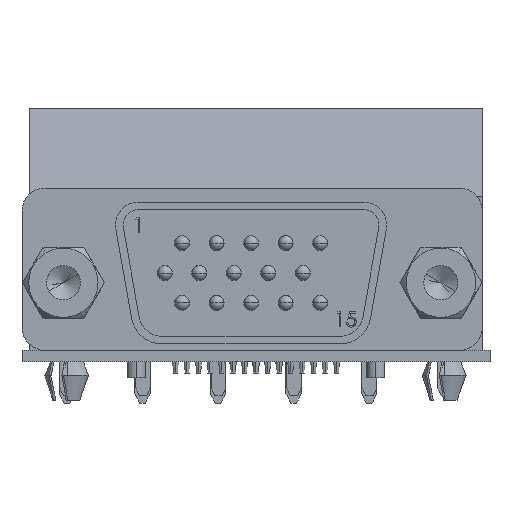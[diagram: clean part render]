
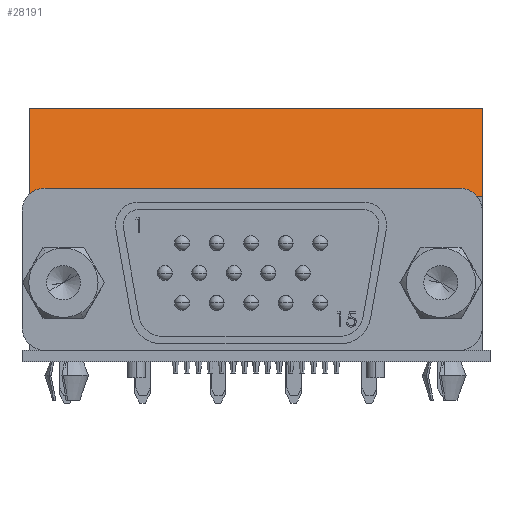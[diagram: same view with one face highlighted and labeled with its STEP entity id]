
A CAD part, left-side view. The second image highlights one B-rep face of the part: STEP entity #28191.
In plain terms, the highlighted face is planar.
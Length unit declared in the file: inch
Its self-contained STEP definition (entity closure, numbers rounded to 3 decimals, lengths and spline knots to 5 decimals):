
#3613 = CARTESIAN_POINT ( 'NONE',  ( -0.1595, -0.4, 0.591 ) ) ;
#3705 = CARTESIAN_POINT ( 'NONE',  ( -0.1595, -0.4, -0.591 ) ) ;
#3783 = CARTESIAN_POINT ( 'NONE',  ( -0.1595, -0.4, 0.591 ) ) ;
#3784 = LINE ( 'NONE', #3783, #3834 ) ;
#3821 = DIRECTION ( 'NONE',  ( 0., 0., -1. ) ) ;
#3834 = VECTOR ( 'NONE', #3821, 39.37008 ) ;
#23722 = CARTESIAN_POINT ( 'NONE',  ( -0.1, -0.63, -0.591 ) ) ;
#27358 = CARTESIAN_POINT ( 'NONE',  ( -0.1, -0.63, 0.591 ) ) ;
#27359 = DIRECTION ( 'NONE',  ( 0., 0., -1. ) ) ;
#27360 = VECTOR ( 'NONE', #27359, 39.37008 ) ;
#27361 = CARTESIAN_POINT ( 'NONE',  ( -0.1, -0.63, 0.591 ) ) ;
#27367 = DIRECTION ( 'NONE',  ( 0.25, -0.968, 0. ) ) ;
#27368 = VECTOR ( 'NONE', #27367, 39.37008 ) ;
#27369 = CARTESIAN_POINT ( 'NONE',  ( -0.1595, -0.4, -0.591 ) ) ;
#27370 = LINE ( 'NONE', #27369, #27368 ) ;
#27373 = LINE ( 'NONE', #27361, #27360 ) ;
#27374 = DIRECTION ( 'NONE',  ( 0.25, -0.968, 0. ) ) ;
#27375 = VECTOR ( 'NONE', #27374, 39.37008 ) ;
#27376 = CARTESIAN_POINT ( 'NONE',  ( -0.1595, -0.4, 0.591 ) ) ;
#27384 = LINE ( 'NONE', #27376, #27375 ) ;
#27416 = AXIS2_PLACEMENT_3D ( 'NONE', #27477, #27476, #27475 ) ;
#27417 = FACE_OUTER_BOUND ( 'NONE', #33543, .T. ) ;
#27426 = PLANE ( 'NONE',  #27416 ) ;
#27475 = DIRECTION ( 'NONE',  ( -0.25, 0.968, 0. ) ) ;
#27476 = DIRECTION ( 'NONE',  ( 0.968, 0.25, 0. ) ) ;
#27477 = CARTESIAN_POINT ( 'NONE',  ( -0.1595, -0.4, 0.591 ) ) ;
#28064 = ORIENTED_EDGE ( 'NONE', *, *, #28074, .F. ) ;
#28067 = EDGE_CURVE ( 'NONE', #44484, #28077, #27384, .T. ) ;
#28071 = EDGE_CURVE ( 'NONE', #44507, #33260, #27370, .T. ) ;
#28074 = EDGE_CURVE ( 'NONE', #28077, #33260, #27373, .T. ) ;
#28077 = VERTEX_POINT ( 'NONE', #27358 ) ;
#28191 = ADVANCED_FACE ( 'NONE', ( #27417 ), #27426, .F. ) ;
#33260 = VERTEX_POINT ( 'NONE', #23722 ) ;
#33270 = ORIENTED_EDGE ( 'NONE', *, *, #28067, .F. ) ;
#33401 = ORIENTED_EDGE ( 'NONE', *, *, #44550, .T. ) ;
#33422 = ORIENTED_EDGE ( 'NONE', *, *, #28071, .T. ) ;
#33543 = EDGE_LOOP ( 'NONE', ( #33422, #28064, #33270, #33401 ) ) ;
#44484 = VERTEX_POINT ( 'NONE', #3613 ) ;
#44507 = VERTEX_POINT ( 'NONE', #3705 ) ;
#44550 = EDGE_CURVE ( 'NONE', #44484, #44507, #3784, .T. ) ;
